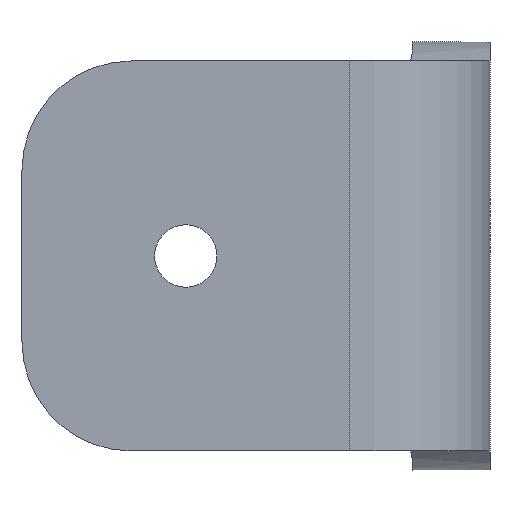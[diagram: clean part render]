
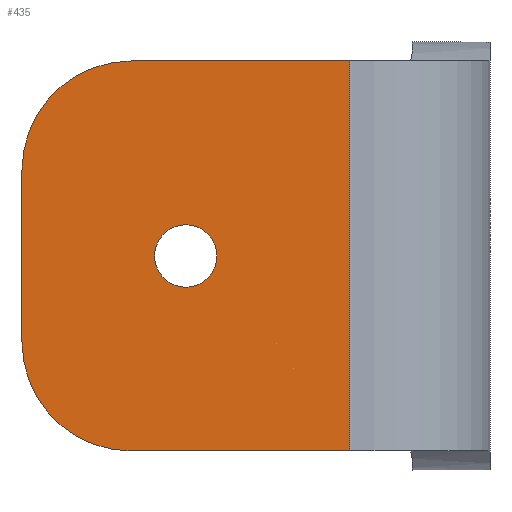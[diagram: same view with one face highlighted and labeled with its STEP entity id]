
A CAD part, left-side view. The second image highlights one B-rep face of the part: STEP entity #435.
In plain terms, the highlighted planar face has unit normal (-1, 0, 0).
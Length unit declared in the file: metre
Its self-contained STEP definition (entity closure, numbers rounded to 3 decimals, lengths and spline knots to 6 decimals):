
#32=CIRCLE('',#477,0.004);
#33=CIRCLE('',#478,0.014);
#34=CIRCLE('',#479,0.014);
#70=ORIENTED_EDGE('',*,*,#198,.F.);
#71=ORIENTED_EDGE('',*,*,#196,.T.);
#72=ORIENTED_EDGE('',*,*,#199,.T.);
#73=ORIENTED_EDGE('',*,*,#187,.T.);
#74=ORIENTED_EDGE('',*,*,#200,.T.);
#75=ORIENTED_EDGE('',*,*,#182,.F.);
#76=ORIENTED_EDGE('',*,*,#201,.T.);
#182=EDGE_CURVE('',#246,#247,#290,.T.);
#187=EDGE_CURVE('',#251,#252,#293,.T.);
#196=EDGE_CURVE('',#261,#260,#300,.T.);
#198=EDGE_CURVE('',#262,#262,#32,.T.);
#199=EDGE_CURVE('',#260,#251,#33,.F.);
#200=EDGE_CURVE('',#252,#247,#302,.F.);
#201=EDGE_CURVE('',#246,#261,#34,.F.);
#246=VERTEX_POINT('',#657);
#247=VERTEX_POINT('',#659);
#251=VERTEX_POINT('',#669);
#252=VERTEX_POINT('',#670);
#260=VERTEX_POINT('',#687);
#261=VERTEX_POINT('',#689);
#262=VERTEX_POINT('',#693);
#290=LINE('',#658,#326);
#293=LINE('',#668,#329);
#300=LINE('',#688,#336);
#302=LINE('',#695,#338);
#326=VECTOR('',#523,1.);
#329=VECTOR('',#532,1.);
#336=VECTOR('',#545,1.);
#338=VECTOR('',#553,1.);
#363=EDGE_LOOP('',(#70));
#364=EDGE_LOOP('',(#71,#72,#73,#74,#75,#76));
#393=FACE_BOUND('',#363,.T.);
#394=FACE_BOUND('',#364,.T.);
#423=PLANE('',#476);
#435=ADVANCED_FACE('',(#393,#394),#423,.F.);
#476=AXIS2_PLACEMENT_3D('',#691,#547,#548);
#477=AXIS2_PLACEMENT_3D('',#692,#549,#550);
#478=AXIS2_PLACEMENT_3D('',#694,#551,#552);
#479=AXIS2_PLACEMENT_3D('',#696,#554,#555);
#523=DIRECTION('',(0.,-1.,0.));
#532=DIRECTION('',(0.,-1.,0.));
#545=DIRECTION('',(0.,0.,-1.));
#547=DIRECTION('',(1.,0.,0.));
#548=DIRECTION('',(0.,-1.,0.));
#549=DIRECTION('',(-1.,0.,0.));
#550=DIRECTION('',(0.,1.,0.));
#551=DIRECTION('',(1.,0.,0.));
#552=DIRECTION('',(0.,-1.,0.));
#553=DIRECTION('',(0.,0.,-1.));
#554=DIRECTION('',(1.,0.,0.));
#555=DIRECTION('',(0.,-1.,0.));
#657=CARTESIAN_POINT('',(0.,-0.014,0.05));
#658=CARTESIAN_POINT('',(0.,-0.03,0.05));
#659=CARTESIAN_POINT('',(0.,-0.042,0.05));
#668=CARTESIAN_POINT('',(0.,-0.03,0.));
#669=CARTESIAN_POINT('',(0.,-0.014,0.));
#670=CARTESIAN_POINT('',(0.,-0.042,0.));
#687=CARTESIAN_POINT('',(0.,0.,0.014));
#688=CARTESIAN_POINT('',(0.,0.,0.05));
#689=CARTESIAN_POINT('',(0.,0.,0.036));
#691=CARTESIAN_POINT('',(0.,-0.03,0.05));
#692=CARTESIAN_POINT('',(0.,-0.021,0.025));
#693=CARTESIAN_POINT('',(0.,-0.017,0.025));
#694=CARTESIAN_POINT('',(0.,-0.014,0.014));
#695=CARTESIAN_POINT('',(0.,-0.042,0.05));
#696=CARTESIAN_POINT('',(0.,-0.014,0.036));
